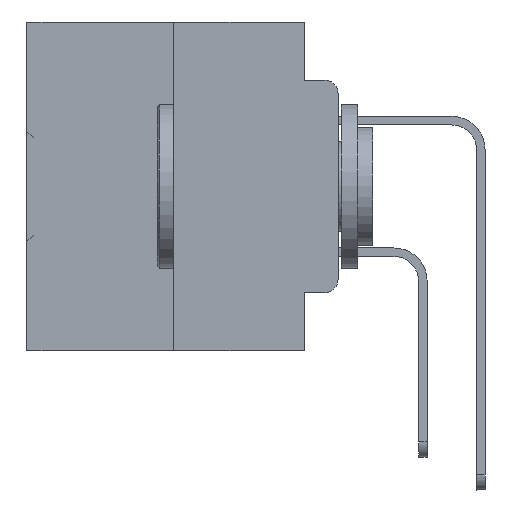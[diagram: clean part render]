
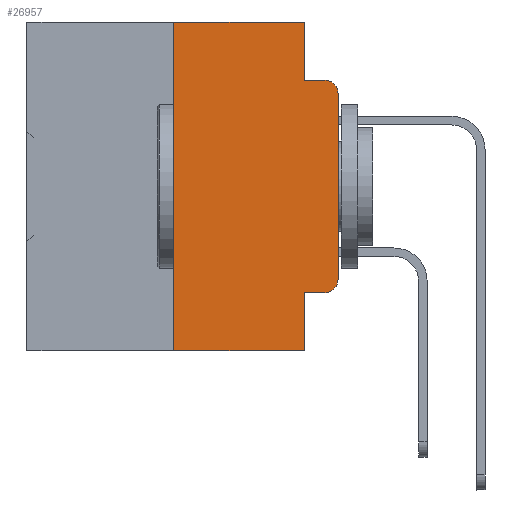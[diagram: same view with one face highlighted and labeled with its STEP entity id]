
A CAD part, left-side view. The second image highlights one B-rep face of the part: STEP entity #26957.
In plain terms, the highlighted planar face has unit normal (-1, 0, 0).
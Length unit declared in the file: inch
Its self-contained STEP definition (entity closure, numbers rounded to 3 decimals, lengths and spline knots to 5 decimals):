
#408 = CARTESIAN_POINT ( 'NONE',  ( 0., 0.02, -0.4115 ) ) ;
#573 = CARTESIAN_POINT ( 'NONE',  ( 0., 0.473, 0. ) ) ;
#1554 = DIRECTION ( 'NONE',  ( 0., -1., 0. ) ) ;
#1564 = VECTOR ( 'NONE', #22729, 39.37008 ) ;
#2435 = EDGE_CURVE ( 'NONE', #13287, #26399, #33501, .T. ) ;
#2599 = VERTEX_POINT ( 'NONE', #28484 ) ;
#3516 = AXIS2_PLACEMENT_3D ( 'NONE', #4409, #26408, #7566 ) ;
#3746 = LINE ( 'NONE', #21169, #27794 ) ;
#4409 = CARTESIAN_POINT ( 'NONE',  ( 0., 0.02, -0.1085 ) ) ;
#4493 = LINE ( 'NONE', #9194, #21321 ) ;
#4596 = EDGE_CURVE ( 'NONE', #33663, #26399, #32867, .T. ) ;
#5220 = DIRECTION ( 'NONE',  ( 0., 0., -1. ) ) ;
#5565 = CARTESIAN_POINT ( 'NONE',  ( 0., 0., -0.3915 ) ) ;
#5900 = ORIENTED_EDGE ( 'NONE', *, *, #27479, .T. ) ;
#6225 = LINE ( 'NONE', #39544, #39109 ) ;
#7566 = DIRECTION ( 'NONE',  ( 0., 0., -1. ) ) ;
#7851 = VECTOR ( 'NONE', #11755, 39.37008 ) ;
#8829 = ORIENTED_EDGE ( 'NONE', *, *, #20259, .T. ) ;
#9194 = CARTESIAN_POINT ( 'NONE',  ( 0., 0., 0. ) ) ;
#9947 = LINE ( 'NONE', #573, #1564 ) ;
#10911 = EDGE_CURVE ( 'NONE', #37938, #33663, #4493, .T. ) ;
#11202 = VERTEX_POINT ( 'NONE', #32421 ) ;
#11755 = DIRECTION ( 'NONE',  ( 0., 0., 1. ) ) ;
#13287 = VERTEX_POINT ( 'NONE', #26181 ) ;
#13707 = DIRECTION ( 'NONE',  ( -1., 0., 0. ) ) ;
#14274 = EDGE_LOOP ( 'NONE', ( #30268, #38309, #40220, #25139, #35019, #35977, #5900, #14334, #30766, #8829 ) ) ;
#14334 = ORIENTED_EDGE ( 'NONE', *, *, #28468, .F. ) ;
#14654 = CARTESIAN_POINT ( 'NONE',  ( 0., 0.051, -0.4115 ) ) ;
#14725 = DIRECTION ( 'NONE',  ( 0., -1., 0. ) ) ;
#15637 = DIRECTION ( 'NONE',  ( 0., 0., 1. ) ) ;
#17512 = AXIS2_PLACEMENT_3D ( 'NONE', #30058, #24123, #5220 ) ;
#17571 = CARTESIAN_POINT ( 'NONE',  ( 0., 0.051, -0.4115 ) ) ;
#18248 = DIRECTION ( 'NONE',  ( 0., 0., -1. ) ) ;
#18695 = VERTEX_POINT ( 'NONE', #39819 ) ;
#19882 = CARTESIAN_POINT ( 'NONE',  ( 0., 0., -0.1085 ) ) ;
#20259 = EDGE_CURVE ( 'NONE', #36053, #37938, #22533, .T. ) ;
#20467 = CARTESIAN_POINT ( 'NONE',  ( 0., 0.25, -0.5 ) ) ;
#21000 = PLANE ( 'NONE',  #17512 ) ;
#21169 = CARTESIAN_POINT ( 'NONE',  ( 0., 0.051, 0. ) ) ;
#21321 = VECTOR ( 'NONE', #15637, 39.37008 ) ;
#21687 = VECTOR ( 'NONE', #1554, 39.37008 ) ;
#22162 = EDGE_CURVE ( 'NONE', #2599, #18695, #9947, .T. ) ;
#22533 = CIRCLE ( 'NONE', #38300, 0.02 ) ;
#22729 = DIRECTION ( 'NONE',  ( 0., -1., 0. ) ) ;
#23171 = VECTOR ( 'NONE', #30086, 39.37008 ) ;
#23599 = VERTEX_POINT ( 'NONE', #17571 ) ;
#23676 = CARTESIAN_POINT ( 'NONE',  ( 0., 0.473, -0.5 ) ) ;
#24123 = DIRECTION ( 'NONE',  ( 1., 0., 0. ) ) ;
#25139 = ORIENTED_EDGE ( 'NONE', *, *, #38556, .F. ) ;
#25526 = VECTOR ( 'NONE', #14725, 39.37008 ) ;
#26181 = CARTESIAN_POINT ( 'NONE',  ( 0., 0.051, -0.0885 ) ) ;
#26399 = VERTEX_POINT ( 'NONE', #29837 ) ;
#26408 = DIRECTION ( 'NONE',  ( -1., 0., 0. ) ) ;
#26462 = EDGE_CURVE ( 'NONE', #23599, #36053, #39206, .T. ) ;
#26957 = ADVANCED_FACE ( 'NONE', ( #36876 ), #21000, .F. ) ;
#27479 = EDGE_CURVE ( 'NONE', #35056, #11202, #27894, .T. ) ;
#27794 = VECTOR ( 'NONE', #39312, 39.37008 ) ;
#27894 = LINE ( 'NONE', #23676, #21687 ) ;
#28468 = EDGE_CURVE ( 'NONE', #23599, #11202, #6225, .T. ) ;
#28484 = CARTESIAN_POINT ( 'NONE',  ( 0., 0.25, 0. ) ) ;
#29837 = CARTESIAN_POINT ( 'NONE',  ( 0., 0.02, -0.0885 ) ) ;
#30058 = CARTESIAN_POINT ( 'NONE',  ( 0., 0.473, 0. ) ) ;
#30086 = DIRECTION ( 'NONE',  ( 0., -1., 0. ) ) ;
#30268 = ORIENTED_EDGE ( 'NONE', *, *, #10911, .T. ) ;
#30766 = ORIENTED_EDGE ( 'NONE', *, *, #26462, .T. ) ;
#32190 = CARTESIAN_POINT ( 'NONE',  ( 0., 0.02, -0.3915 ) ) ;
#32421 = CARTESIAN_POINT ( 'NONE',  ( 0., 0.051, -0.5 ) ) ;
#32484 = EDGE_CURVE ( 'NONE', #35056, #2599, #32668, .T. ) ;
#32668 = LINE ( 'NONE', #33271, #7851 ) ;
#32867 = CIRCLE ( 'NONE', #3516, 0.02 ) ;
#33271 = CARTESIAN_POINT ( 'NONE',  ( 0., 0.25, 0. ) ) ;
#33501 = LINE ( 'NONE', #34438, #25526 ) ;
#33663 = VERTEX_POINT ( 'NONE', #19882 ) ;
#34438 = CARTESIAN_POINT ( 'NONE',  ( 0., 0.051, -0.0885 ) ) ;
#35019 = ORIENTED_EDGE ( 'NONE', *, *, #22162, .F. ) ;
#35056 = VERTEX_POINT ( 'NONE', #20467 ) ;
#35231 = DIRECTION ( 'NONE',  ( 0., 0., -1. ) ) ;
#35977 = ORIENTED_EDGE ( 'NONE', *, *, #32484, .F. ) ;
#36053 = VERTEX_POINT ( 'NONE', #408 ) ;
#36876 = FACE_OUTER_BOUND ( 'NONE', #14274, .T. ) ;
#37938 = VERTEX_POINT ( 'NONE', #5565 ) ;
#38300 = AXIS2_PLACEMENT_3D ( 'NONE', #32190, #13707, #35231 ) ;
#38309 = ORIENTED_EDGE ( 'NONE', *, *, #4596, .T. ) ;
#38556 = EDGE_CURVE ( 'NONE', #18695, #13287, #3746, .T. ) ;
#39109 = VECTOR ( 'NONE', #18248, 39.37008 ) ;
#39206 = LINE ( 'NONE', #14654, #23171 ) ;
#39312 = DIRECTION ( 'NONE',  ( 0., 0., -1. ) ) ;
#39544 = CARTESIAN_POINT ( 'NONE',  ( 0., 0.051, 0. ) ) ;
#39819 = CARTESIAN_POINT ( 'NONE',  ( 0., 0.051, 0. ) ) ;
#40220 = ORIENTED_EDGE ( 'NONE', *, *, #2435, .F. ) ;
